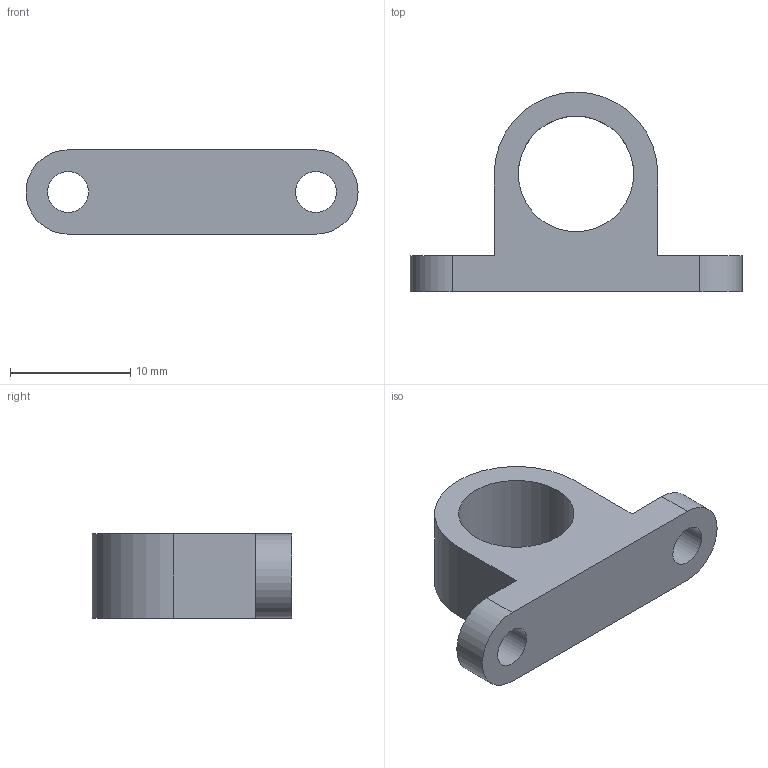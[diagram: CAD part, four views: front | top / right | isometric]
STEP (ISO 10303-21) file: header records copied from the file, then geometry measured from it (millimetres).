
FILE_DESCRIPTION(/* description */ (''),/* implementation_level */ '2;1');
FILE_NAME(/* name */ 'CRAv1B-PTFEMount.stp',/* time_stamp */ '2024-07-30T17:23:44+01:00',/* author */ ('thiba'),/* organization */ (''),/* preprocessor_version */ 'ST-DEVELOPER v20',/* originating_system */ 'Autodesk Inventor 2025',/* authorisation */ '');
FILE_SCHEMA (('AUTOMOTIVE_DESIGN { 1 0 10303 214 3 1 1 }'));
Length unit declared in the file: millimetre
Products named in the file (1): CRAv1B-PTFEMount
Bounding box: 27.6 x 16.6 x 7 mm (x, y, z)
Volume: 1142.7 mm3; surface area: 1128.8 mm2
Topology: 1 solids, 1 shells, 13 faces, 33 edges, 22 vertices
Faces by surface type: plane 7, cylinder 6
Full cylindrical faces by diameter (mm): 3.4 x2, 9.6 x1
Entity records: 454 total; most frequent: DIRECTION 73, CARTESIAN_POINT 69, ORIENTED_EDGE 66, EDGE_CURVE 33, AXIS2_PLACEMENT_3D 26, VERTEX_POINT 22, LINE 21, VECTOR 21
